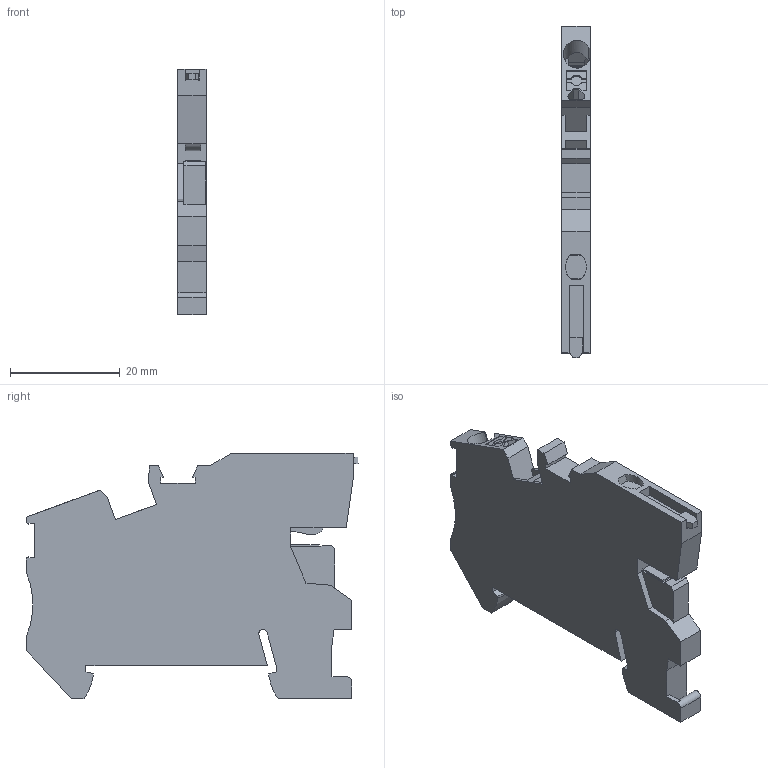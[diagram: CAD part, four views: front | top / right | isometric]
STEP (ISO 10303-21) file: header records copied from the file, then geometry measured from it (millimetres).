
FILE_DESCRIPTION(('Creo Elements/Direct Modeling STEP Export'),'2;1');
FILE_NAME('model.stp','2018-02-15T 7:48:27',(''),(''),'Creo Elements/Direct Modeling STEP processor for AP214 (Solid Model)','Creo Elements/Direct Modeling 18.1I 14-Aug-2016 (C) Parametric Technology GmbH','');
FILE_SCHEMA(('AUTOMOTIVE_DESIGN { 1 0 10303 214 1 1 1 1 }'));
Length unit declared in the file: millimetre
Products named in the file (2): PTN_2.5-select
Assembly tree (1 placements, depth 2):
  PTN_2.5-select
    PTN_2.5-select
Bounding box: 5.15 x 60.61 x 44.8 mm (x, y, z)
Volume: 9753.6 mm3; surface area: 6161.8 mm2
Topology: 1 solids, 1 shells, 154 faces, 443 edges, 294 vertices
Faces by surface type: plane 128, cylinder 18, extrusion 5, torus 2, cone 1
Entity records: 6753 total; most frequent: CARTESIAN_POINT 1448, ORIENTED_EDGE 886, DIRECTION 763, EDGE_CURVE 443, VECTOR 375, LINE 370, VERTEX_POINT 294, AXIS2_PLACEMENT_3D 194
